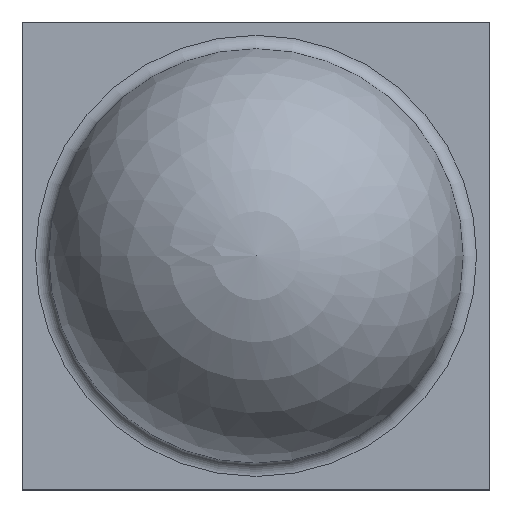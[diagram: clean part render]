
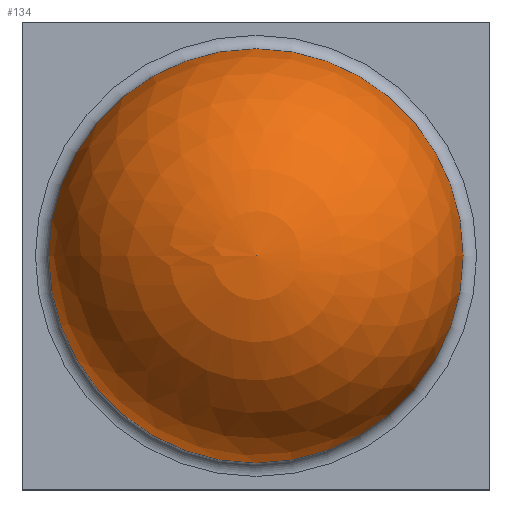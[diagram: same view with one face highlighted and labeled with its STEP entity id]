
A CAD part, top view. The second image highlights one B-rep face of the part: STEP entity #134.
In plain terms, the highlighted spherical face has radius 1.53 mm.
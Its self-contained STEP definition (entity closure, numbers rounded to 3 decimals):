
#46=SPHERICAL_SURFACE('',#160,1.53);
#48=FACE_OUTER_BOUND('',#56,.T.);
#56=EDGE_LOOP('',(#103,#104,#105,#106));
#64=CIRCLE('',#156,1.527);
#67=CIRCLE('',#159,1.527);
#68=CIRCLE('',#161,1.53);
#69=VERTEX_POINT('',#210);
#70=VERTEX_POINT('',#211);
#72=VERTEX_POINT('',#218);
#81=EDGE_CURVE('',#69,#70,#64,.T.);
#84=EDGE_CURVE('',#70,#69,#67,.T.);
#85=EDGE_CURVE('',#72,#69,#68,.T.);
#103=ORIENTED_EDGE('',*,*,#81,.F.);
#104=ORIENTED_EDGE('',*,*,#85,.F.);
#105=ORIENTED_EDGE('',*,*,#85,.T.);
#106=ORIENTED_EDGE('',*,*,#84,.F.);
#134=ADVANCED_FACE('',(#48),#46,.T.);
#156=AXIS2_PLACEMENT_3D('',#212,#172,#173);
#159=AXIS2_PLACEMENT_3D('',#216,#178,#179);
#160=AXIS2_PLACEMENT_3D('',#217,#180,#181);
#161=AXIS2_PLACEMENT_3D('',#219,#182,#183);
#172=DIRECTION('center_axis',(0.,0.,-1.));
#173=DIRECTION('ref_axis',(0.,-1.,0.));
#178=DIRECTION('center_axis',(0.,0.,-1.));
#179=DIRECTION('ref_axis',(0.,-1.,0.));
#180=DIRECTION('center_axis',(0.,0.,1.));
#181=DIRECTION('ref_axis',(1.,0.,0.));
#182=DIRECTION('center_axis',(0.,-1.,0.));
#183=DIRECTION('ref_axis',(-1.,0.,0.));
#210=CARTESIAN_POINT('',(-1.527,0.,0.824));
#211=CARTESIAN_POINT('',(1.527,0.,0.824));
#212=CARTESIAN_POINT('Origin',(0.,0.,0.824));
#216=CARTESIAN_POINT('Origin',(0.,0.,0.824));
#217=CARTESIAN_POINT('Origin',(0.,0.,0.73));
#218=CARTESIAN_POINT('',(0.,0.,2.26));
#219=CARTESIAN_POINT('Origin',(0.,0.,0.73));
